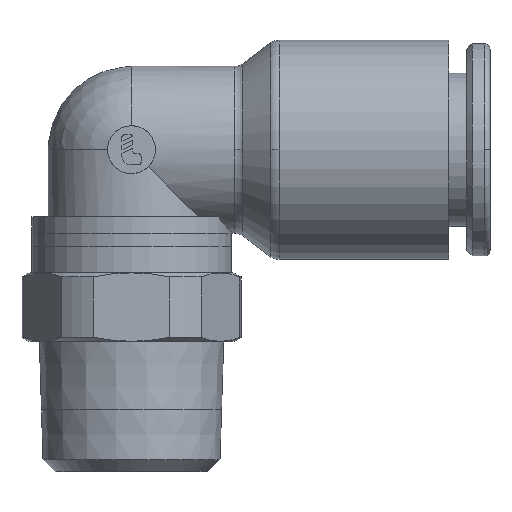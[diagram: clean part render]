
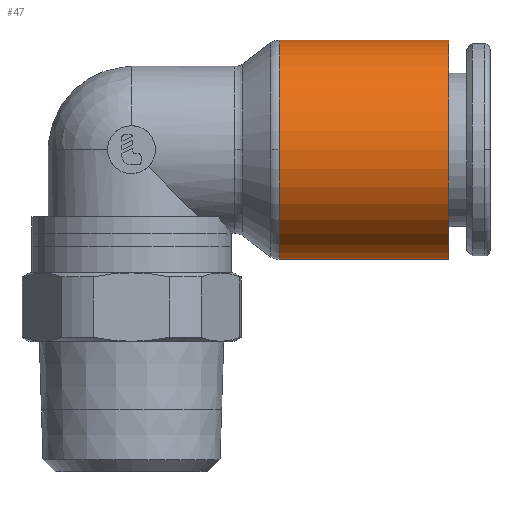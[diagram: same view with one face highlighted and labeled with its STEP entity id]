
A CAD part, top view. The second image highlights one B-rep face of the part: STEP entity #47.
In plain terms, the highlighted cylindrical face has radius 8 mm (diameter 16 mm), a partial arc.
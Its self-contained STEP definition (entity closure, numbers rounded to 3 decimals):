
#47=ADVANCED_FACE('',(#151),#152,.T.);
#151=FACE_OUTER_BOUND('',#366,.T.);
#152=CYLINDRICAL_SURFACE('',#367,8.0);
#366=EDGE_LOOP('',(#587,#588,#589,#590,#591));
#367=AXIS2_PLACEMENT_3D('',#592,#593,#594);
#587=ORIENTED_EDGE('',*,*,#1392,.F.);
#588=ORIENTED_EDGE('',*,*,#1393,.T.);
#589=ORIENTED_EDGE('',*,*,#1394,.T.);
#590=ORIENTED_EDGE('',*,*,#1395,.F.);
#591=ORIENTED_EDGE('',*,*,#1396,.F.);
#592=CARTESIAN_POINT('',(16.99,13.998,0.0));
#593=DIRECTION('',(1.0,0.0,0.0));
#594=DIRECTION('',(0.0,1.0,0.0));
#1392=EDGE_CURVE('',#1648,#1649,#1650,.T.);
#1393=EDGE_CURVE('',#1648,#1651,#1652,.T.);
#1394=EDGE_CURVE('',#1651,#1653,#1654,.T.);
#1395=EDGE_CURVE('',#1655,#1653,#1656,.T.);
#1396=EDGE_CURVE('',#1649,#1655,#1657,.T.);
#1648=VERTEX_POINT('',#2061);
#1649=VERTEX_POINT('',#2062);
#1650=LINE('',#2063,#2064);
#1651=VERTEX_POINT('',#2065);
#1652=CIRCLE('',#2066,8.0);
#1653=VERTEX_POINT('',#2067);
#1654=CIRCLE('',#2068,8.0);
#1655=VERTEX_POINT('',#2069);
#1656=LINE('',#2070,#2071);
#1657=CIRCLE('',#2072,8.0);
#2061=CARTESIAN_POINT('',(10.79,21.998,0.0));
#2062=CARTESIAN_POINT('',(23.19,21.998,0.0));
#2063=CARTESIAN_POINT('',(16.99,21.998,0.));
#2064=VECTOR('',#3024,1.0);
#2065=CARTESIAN_POINT('',(10.79,13.998,8.0));
#2066=AXIS2_PLACEMENT_3D('',#3025,#3026,#3027);
#2067=CARTESIAN_POINT('',(10.79,5.998,0.));
#2068=AXIS2_PLACEMENT_3D('',#3028,#3029,#3030);
#2069=CARTESIAN_POINT('',(23.19,5.998,0.));
#2070=CARTESIAN_POINT('',(16.99,5.998,0.));
#2071=VECTOR('',#3031,1.0);
#2072=AXIS2_PLACEMENT_3D('',#3032,#3033,#3034);
#3024=DIRECTION('',(1.0,0.0,0.0));
#3025=CARTESIAN_POINT('',(10.79,13.998,0.0));
#3026=DIRECTION('',(1.0,0.0,0.0));
#3027=DIRECTION('',(0.0,1.0,0.0));
#3028=CARTESIAN_POINT('',(10.79,13.998,0.0));
#3029=DIRECTION('',(1.0,0.0,0.0));
#3030=DIRECTION('',(0.0,1.0,0.0));
#3031=DIRECTION('',(-1.0,-0.0,-0.0));
#3032=CARTESIAN_POINT('',(23.19,13.998,0.0));
#3033=DIRECTION('',(1.0,0.0,0.0));
#3034=DIRECTION('',(0.0,1.0,0.0));
